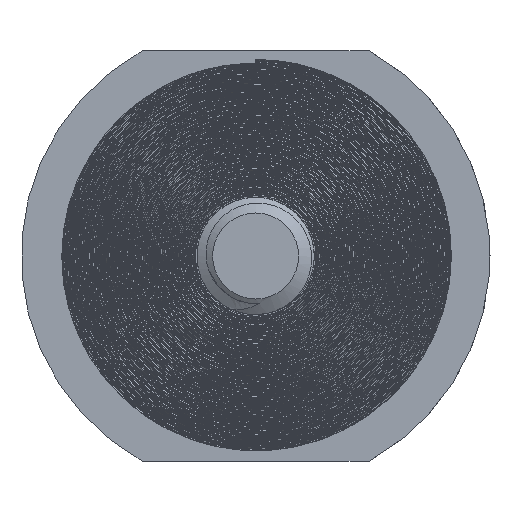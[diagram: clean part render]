
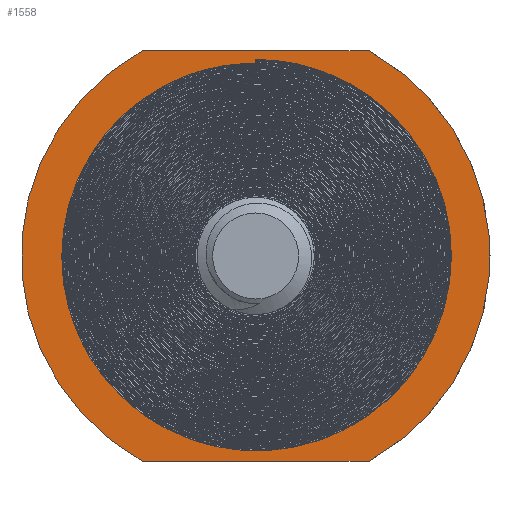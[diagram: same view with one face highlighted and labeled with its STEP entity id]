
A CAD part, front view. The second image highlights one B-rep face of the part: STEP entity #1558.
In plain terms, the highlighted face is planar.
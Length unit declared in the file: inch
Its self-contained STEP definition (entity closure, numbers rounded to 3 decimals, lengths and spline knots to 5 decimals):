
#61=FACE_BOUND('',#319,.T.);
#97=PLANE('',#1694);
#128=CIRCLE('',#1661,0.5);
#142=CIRCLE('',#1692,0.5);
#223=FACE_OUTER_BOUND('',#318,.T.);
#318=EDGE_LOOP('',(#1309,#1310,#1311,#1312));
#319=EDGE_LOOP('',(#1313,#1314));
#352=LINE('',#15333,#414);
#397=LINE('',#16710,#459);
#399=LINE('',#16716,#461);
#414=VECTOR('',#1749,0.3937);
#459=VECTOR('',#1930,0.3937);
#461=VECTOR('',#1938,0.3937);
#484=B_SPLINE_CURVE_WITH_KNOTS('',3,(#15315,#15316,#15317,#15318,#15319,
#15320,#15321,#15322,#15323,#15324,#15325,#15326,#15327,#15328,#15329,#15330),
 .UNSPECIFIED.,.F.,.F.,(4,1,1,1,1,1,1,1,1,1,1,1,1,4),(219.91149,
220.21596,220.71418,221.21241,221.71064,222.20886,
222.70709,223.20531,223.70354,224.20177,224.69999,
225.19822,225.69644,226.19467),.UNSPECIFIED.);
#586=VERTEX_POINT('',#12772);
#587=VERTEX_POINT('',#15314);
#682=VERTEX_POINT('',#16648);
#683=VERTEX_POINT('',#16650);
#698=VERTEX_POINT('',#16708);
#699=VERTEX_POINT('',#16712);
#739=EDGE_CURVE('',#586,#587,#484,.T.);
#741=EDGE_CURVE('',#586,#587,#352,.T.);
#876=EDGE_CURVE('',#682,#683,#128,.T.);
#904=EDGE_CURVE('',#698,#682,#397,.T.);
#906=EDGE_CURVE('',#699,#698,#142,.T.);
#907=EDGE_CURVE('',#683,#699,#399,.T.);
#1309=ORIENTED_EDGE('',*,*,#907,.F.);
#1310=ORIENTED_EDGE('',*,*,#876,.F.);
#1311=ORIENTED_EDGE('',*,*,#904,.F.);
#1312=ORIENTED_EDGE('',*,*,#906,.F.);
#1313=ORIENTED_EDGE('',*,*,#741,.T.);
#1314=ORIENTED_EDGE('',*,*,#739,.F.);
#1558=ADVANCED_FACE('',(#223,#61),#97,.F.);
#1661=AXIS2_PLACEMENT_3D('',#16651,#1856,#1857);
#1692=AXIS2_PLACEMENT_3D('',#16714,#1934,#1935);
#1694=AXIS2_PLACEMENT_3D('',#16717,#1939,#1940);
#1749=DIRECTION('',(1.,0.,0.));
#1856=DIRECTION('center_axis',(0.,0.,1.));
#1857=DIRECTION('ref_axis',(1.,0.,0.));
#1930=DIRECTION('',(0.,1.,0.));
#1934=DIRECTION('center_axis',(0.,0.,1.));
#1935=DIRECTION('ref_axis',(1.,0.,0.));
#1938=DIRECTION('',(0.,-1.,0.));
#1939=DIRECTION('center_axis',(0.,0.,1.));
#1940=DIRECTION('ref_axis',(1.,0.,0.));
#12772=CARTESIAN_POINT('',(0.4114,0.,0.));
#15314=CARTESIAN_POINT('',(0.41948,0.,0.));
#15315=CARTESIAN_POINT('Ctrl Pts',(0.41137,0.00001,
0.));
#15316=CARTESIAN_POINT('Ctrl Pts',(0.41148,-0.04175,
0.));
#15317=CARTESIAN_POINT('Ctrl Pts',(0.39516,-0.15197,
0.));
#15318=CARTESIAN_POINT('Ctrl Pts',(0.29875,-0.30911,
0.));
#15319=CARTESIAN_POINT('Ctrl Pts',(0.1149,-0.41494,
0.));
#15320=CARTESIAN_POINT('Ctrl Pts',(-0.09751,-0.42006,
0.));
#15321=CARTESIAN_POINT('Ctrl Pts',(-0.28683,-0.32289,
0.));
#15322=CARTESIAN_POINT('Ctrl Pts',(-0.40689,-0.1468,
0.));
#15323=CARTESIAN_POINT('Ctrl Pts',(-0.42824,0.06559,
0.));
#15324=CARTESIAN_POINT('Ctrl Pts',(-0.34536,0.26266,
0.));
#15325=CARTESIAN_POINT('Ctrl Pts',(-0.17814,0.39638,
0.));
#15326=CARTESIAN_POINT('Ctrl Pts',(0.03299,0.43398,
0.));
#15327=CARTESIAN_POINT('Ctrl Pts',(0.23671,0.36603,
0.));
#15328=CARTESIAN_POINT('Ctrl Pts',(0.38347,0.20871,
0.));
#15329=CARTESIAN_POINT('Ctrl Pts',(0.41927,0.06967,
0.));
#15330=CARTESIAN_POINT('Ctrl Pts',(0.41948,0.,
0.));
#15333=CARTESIAN_POINT('',(0.20772,0.,0.));
#16648=CARTESIAN_POINT('',(0.4375,0.24206,0.));
#16650=CARTESIAN_POINT('',(-0.4375,0.24206,0.));
#16651=CARTESIAN_POINT('Origin',(0.,0.,0.));
#16708=CARTESIAN_POINT('',(0.4375,-0.24206,0.));
#16710=CARTESIAN_POINT('',(0.4375,-0.24206,0.));
#16712=CARTESIAN_POINT('',(-0.4375,-0.24206,0.));
#16714=CARTESIAN_POINT('Origin',(0.,0.,0.));
#16716=CARTESIAN_POINT('',(-0.4375,0.24206,0.));
#16717=CARTESIAN_POINT('Origin',(0.,0.,
0.));
